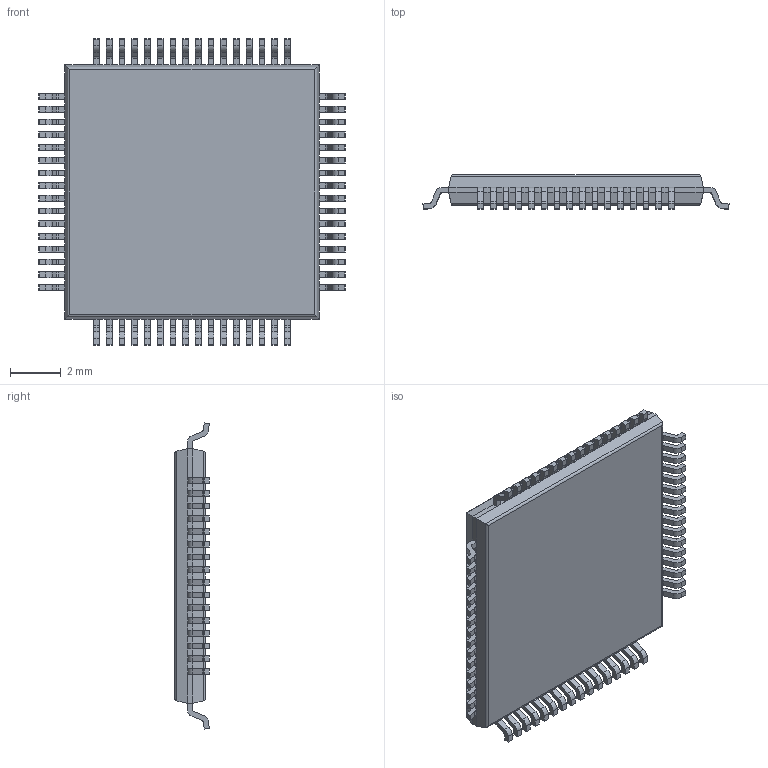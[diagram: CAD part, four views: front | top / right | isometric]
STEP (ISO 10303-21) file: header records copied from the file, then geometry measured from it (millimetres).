
FILE_DESCRIPTION(/* description */ ('Alibre Inc.'),/* implementation_level */ '2;1');
FILE_NAME(/* name */ 'export0',/* time_stamp */ '2011-04-17T09:14:30+02:00',/* author */ (''),/* organization */ (''),/* preprocessor_version */ 'ST-DEVELOPER v12',/* originating_system */ 'Alibre',/* authorisation */ '');
FILE_SCHEMA (('AUTOMOTIVE_DESIGN'));
Length unit declared in the file: millimetre
Bounding box: 12.03 x 1.35 x 12.03 mm (x, y, z)
Volume: 121.8 mm3; surface area: 312.9 mm2
Topology: 1 solids, 1 shells, 921 faces, 2482 edges, 1564 vertices
Faces by surface type: plane 655, cylinder 266
Entity records: 28709 total; most frequent: CARTESIAN_POINT 4992, ORIENTED_EDGE 4964, DIRECTION 4179, EDGE_CURVE 2482, VECTOR 1958, LINE 1958, VERTEX_POINT 1564, AXIS2_PLACEMENT_3D 1438
